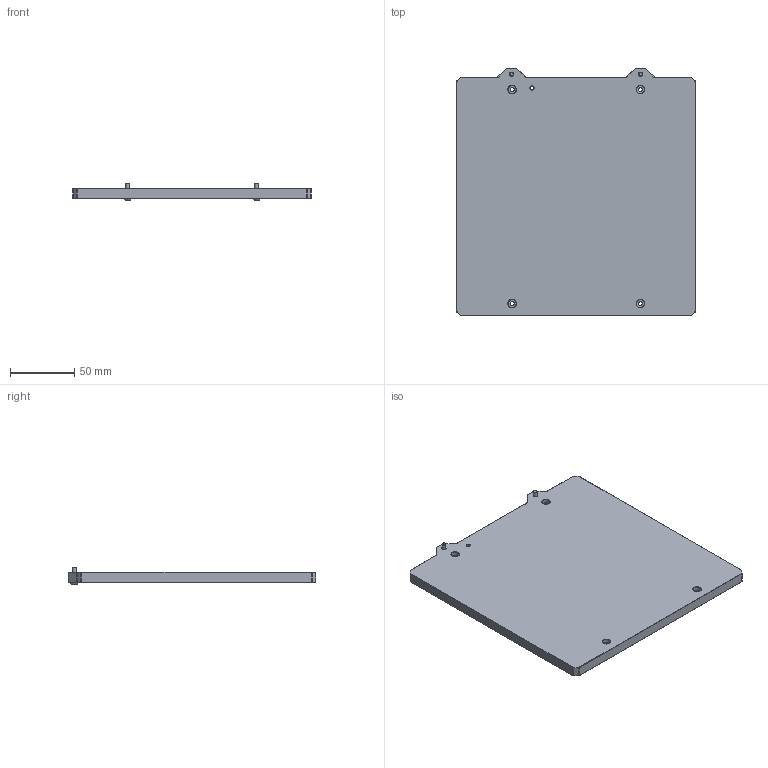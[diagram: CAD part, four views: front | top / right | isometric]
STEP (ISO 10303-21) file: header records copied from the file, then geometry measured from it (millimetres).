
FILE_DESCRIPTION(/* description */ (''),/* implementation_level */ '2;1');
FILE_NAME(/* name */ 'Micron+_MIC6_Bed.step',/* time_stamp */ '2024-01-08T08:11:07-08:00',/* author */ (''),/* organization */ (''),/* preprocessor_version */ 'ST-DEVELOPER v20',/* originating_system */ 'Autodesk Translation Framework v12.14.0.127',/* authorisation */ '');
FILE_SCHEMA (('AUTOMOTIVE_DESIGN { 1 0 10303 214 3 1 1 }'));
Length unit declared in the file: millimetre
Products named in the file (3): Mic6_Bed; Bed_Hardware; M3x12 BHCS
Assembly tree (3 placements, depth 3):
  Mic6_Bed
    Bed_Hardware
      M3x12 BHCS  x2
Bounding box: 186 x 193.2 x 13.65 mm (x, y, z)
Volume: 277840.4 mm3; surface area: 76417.3 mm2
Topology: 3 solids, 3 shells, 263 faces, 637 edges, 390 vertices
Faces by surface type: cylinder 119, plane 80, cone 56, bspline 6, sphere 2
Full cylindrical faces by diameter (mm): 2.529 x24, 3 x2, 3.086 x9, 3.2 x4, 5.7 x2, 6.2 x4
Entity records: 12698 total; most frequent: CARTESIAN_POINT 7173, ORIENTED_EDGE 1208, DIRECTION 1006, EDGE_CURVE 604, VERTEX_POINT 372, AXIS2_PLACEMENT_3D 367, LINE 272, VECTOR 272
